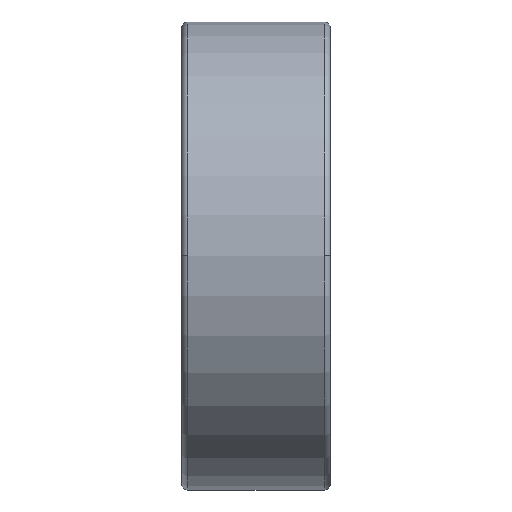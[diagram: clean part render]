
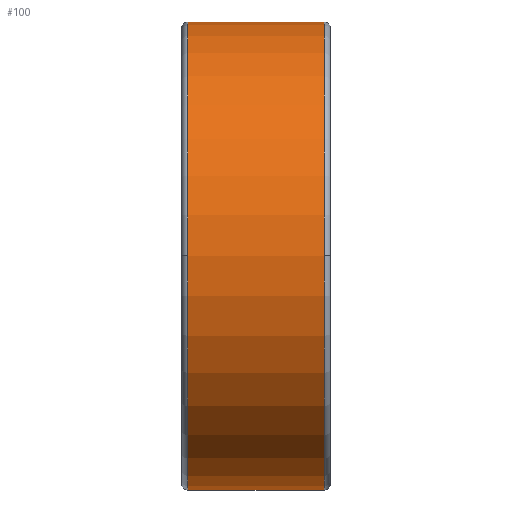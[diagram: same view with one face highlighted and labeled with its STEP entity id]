
A CAD part, top view. The second image highlights one B-rep face of the part: STEP entity #100.
In plain terms, the highlighted cylindrical face has radius 11 mm (diameter 22 mm), a partial arc.
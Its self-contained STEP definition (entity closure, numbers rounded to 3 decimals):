
#100=ADVANCED_FACE('',(#186),#187,.T.);
#186=FACE_OUTER_BOUND('',#356,.T.);
#187=CYLINDRICAL_SURFACE('',#357,11.0);
#356=EDGE_LOOP('',(#581,#582,#583,#584,#585,#586));
#357=AXIS2_PLACEMENT_3D('',#587,#588,#589);
#581=ORIENTED_EDGE('',*,*,#1133,.F.);
#582=ORIENTED_EDGE('',*,*,#1134,.T.);
#583=ORIENTED_EDGE('',*,*,#1135,.T.);
#584=ORIENTED_EDGE('',*,*,#1136,.F.);
#585=ORIENTED_EDGE('',*,*,#1137,.F.);
#586=ORIENTED_EDGE('',*,*,#1129,.F.);
#587=CARTESIAN_POINT('',(3.5,0.0,0.0));
#588=DIRECTION('',(1.0,0.0,0.0));
#589=DIRECTION('',(0.0,1.0,0.0));
#1129=EDGE_CURVE('',#1333,#1335,#1336,.T.);
#1133=EDGE_CURVE('',#1342,#1333,#1343,.T.);
#1134=EDGE_CURVE('',#1342,#1344,#1345,.T.);
#1135=EDGE_CURVE('',#1344,#1346,#1347,.T.);
#1136=EDGE_CURVE('',#1348,#1346,#1349,.T.);
#1137=EDGE_CURVE('',#1335,#1348,#1350,.T.);
#1333=VERTEX_POINT('',#1637);
#1335=VERTEX_POINT('',#1639);
#1336=CIRCLE('',#1640,11.0);
#1342=VERTEX_POINT('',#1646);
#1343=LINE('',#1647,#1648);
#1344=VERTEX_POINT('',#1649);
#1345=CIRCLE('',#1650,11.0);
#1346=VERTEX_POINT('',#1651);
#1347=CIRCLE('',#1652,11.0);
#1348=VERTEX_POINT('',#1653);
#1349=LINE('',#1654,#1655);
#1350=CIRCLE('',#1656,11.0);
#1637=CARTESIAN_POINT('',(6.7,11.0,0.0));
#1639=CARTESIAN_POINT('',(6.7,0.,11.0));
#1640=AXIS2_PLACEMENT_3D('',#2471,#2472,#2473);
#1646=CARTESIAN_POINT('',(0.3,11.0,0.0));
#1647=CARTESIAN_POINT('',(3.5,11.0,0.));
#1648=VECTOR('',#2483,1.0);
#1649=CARTESIAN_POINT('',(0.3,0.,11.0));
#1650=AXIS2_PLACEMENT_3D('',#2484,#2485,#2486);
#1651=CARTESIAN_POINT('',(0.3,-11.0,0.));
#1652=AXIS2_PLACEMENT_3D('',#2487,#2488,#2489);
#1653=CARTESIAN_POINT('',(6.7,-11.0,0.));
#1654=CARTESIAN_POINT('',(3.5,-11.0,0.));
#1655=VECTOR('',#2490,1.0);
#1656=AXIS2_PLACEMENT_3D('',#2491,#2492,#2493);
#2471=CARTESIAN_POINT('',(6.7,0.0,0.0));
#2472=DIRECTION('',(1.0,0.0,0.0));
#2473=DIRECTION('',(0.0,1.0,0.0));
#2483=DIRECTION('',(1.0,0.0,0.0));
#2484=CARTESIAN_POINT('',(0.3,0.0,0.0));
#2485=DIRECTION('',(1.0,0.0,0.0));
#2486=DIRECTION('',(0.0,1.0,0.0));
#2487=CARTESIAN_POINT('',(0.3,0.0,0.0));
#2488=DIRECTION('',(1.0,0.0,0.0));
#2489=DIRECTION('',(0.0,1.0,0.0));
#2490=DIRECTION('',(-1.0,-0.0,-0.0));
#2491=CARTESIAN_POINT('',(6.7,0.0,0.0));
#2492=DIRECTION('',(1.0,0.0,0.0));
#2493=DIRECTION('',(0.0,1.0,0.0));
